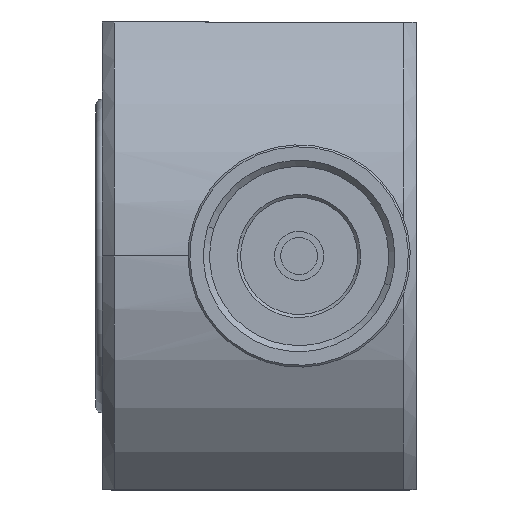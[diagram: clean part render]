
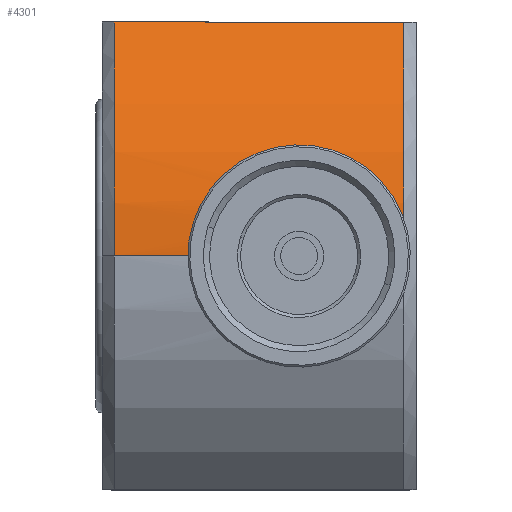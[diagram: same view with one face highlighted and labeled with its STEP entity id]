
A CAD part, left-side view. The second image highlights one B-rep face of the part: STEP entity #4301.
In plain terms, the highlighted cylindrical face has radius 50 mm (diameter 100 mm), a partial arc.
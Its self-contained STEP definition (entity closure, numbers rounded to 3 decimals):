
#136 = CARTESIAN_POINT ( 'NONE',  ( -7.258, 27.274, -49.471 ) ) ;
#159 = CARTESIAN_POINT ( 'NONE',  ( -11., 19.729, -48.775 ) ) ;
#248 = EDGE_CURVE ( 'NONE', #4078, #6590, #2015, .T. ) ;
#555 = LINE ( 'NONE', #5574, #3853 ) ;
#611 = DIRECTION ( 'NONE',  ( 0., -1., 0. ) ) ;
#660 = CIRCLE ( 'NONE', #3238, 50. ) ;
#682 = CARTESIAN_POINT ( 'NONE',  ( -8.028, 26.529, -49.352 ) ) ;
#861 = ORIENTED_EDGE ( 'NONE', *, *, #5404, .T. ) ;
#947 = ORIENTED_EDGE ( 'NONE', *, *, #2400, .T. ) ;
#1124 = ORIENTED_EDGE ( 'NONE', *, *, #4676, .T. ) ;
#1130 = DIRECTION ( 'NONE',  ( 0., 0., 1. ) ) ;
#1146 = DIRECTION ( 'NONE',  ( 0., 1., 0. ) ) ;
#1147 = CARTESIAN_POINT ( 'NONE',  ( 0., 2., 0. ) ) ;
#1222 = CARTESIAN_POINT ( 'NONE',  ( -1.441, 29.929, -49.984 ) ) ;
#1247 = CARTESIAN_POINT ( 'NONE',  ( -8.723, 25.711, -49.234 ) ) ;
#1292 = AXIS2_PLACEMENT_3D ( 'NONE', #3667, #3973, #3509 ) ;
#1435 = VERTEX_POINT ( 'NONE', #4719 ) ;
#1531 = ORIENTED_EDGE ( 'NONE', *, *, #1707, .T. ) ;
#1562 = ORIENTED_EDGE ( 'NONE', *, *, #6640, .T. ) ;
#1707 = EDGE_CURVE ( 'NONE', #6590, #4349, #555, .T. ) ;
#1747 = CARTESIAN_POINT ( 'NONE',  ( -2.849, 29.631, -49.92 ) ) ;
#1768 = CARTESIAN_POINT ( 'NONE',  ( -9.543, 24.519, -49.083 ) ) ;
#1928 = DIRECTION ( 'NONE',  ( 0., -1., 0. ) ) ;
#2015 = CIRCLE ( 'NONE', #1292, 50. ) ;
#2038 = VERTEX_POINT ( 'NONE', #2530 ) ;
#2086 = VECTOR ( 'NONE', #5339, 1000. ) ;
#2152 = ORIENTED_EDGE ( 'NONE', *, *, #248, .T. ) ;
#2272 = CARTESIAN_POINT ( 'NONE',  ( -3.885, 29.297, -49.85 ) ) ;
#2295 = EDGE_LOOP ( 'NONE', ( #2152, #1531, #1562, #1124, #947, #861, #4811 ) ) ;
#2296 = CARTESIAN_POINT ( 'NONE',  ( -10.293, 22.896, -48.929 ) ) ;
#2326 = VERTEX_POINT ( 'NONE', #3959 ) ;
#2400 = EDGE_CURVE ( 'NONE', #2038, #4329, #5466, .T. ) ;
#2476 = B_SPLINE_CURVE_WITH_KNOTS ( 'NONE', 3,
 ( #3691, #3682, #3674, #3662, #3644, #3642, #3634, #3631, #3623, #3622, #3616, #3614, #3600, #3596, #3586, #3585, #3567, #3566, #3558, #3556, #3546, #3539, #3529, #3523, #3516, #3507 ),
 .UNSPECIFIED., .F., .F.,
 ( 4, 2, 2, 2, 2, 2, 2, 2, 2, 2, 2, 2, 4 ),
 ( 0., 0.002, 0.003, 0.004, 0.006, 0.008, 0.009, 0.011, 0.012, 0.013, 0.014, 0.015, 0.017 ),
 .UNSPECIFIED. ) ;
#2530 = CARTESIAN_POINT ( 'NONE',  ( 0., 8., -50. ) ) ;
#2751 = LINE ( 'NONE', #5326, #2086 ) ;
#2787 = CARTESIAN_POINT ( 'NONE',  ( 0., 30., -50. ) ) ;
#2812 = CARTESIAN_POINT ( 'NONE',  ( -5.512, 28.547, -49.699 ) ) ;
#2842 = CARTESIAN_POINT ( 'NONE',  ( -10.626, 21.866, -48.858 ) ) ;
#2856 = AXIS2_PLACEMENT_3D ( 'NONE', #4809, #4827, #4843 ) ;
#3238 = AXIS2_PLACEMENT_3D ( 'NONE', #1147, #1146, #1130 ) ;
#3342 = CARTESIAN_POINT ( 'NONE',  ( -0.726, 30., -50. ) ) ;
#3363 = CARTESIAN_POINT ( 'NONE',  ( -6.702, 27.73, -49.55 ) ) ;
#3379 = CARTESIAN_POINT ( 'NONE',  ( 0., 51., -50. ) ) ;
#3392 = CARTESIAN_POINT ( 'NONE',  ( -10.928, 20.448, -48.791 ) ) ;
#3507 = CARTESIAN_POINT ( 'NONE',  ( 0., 8., -50. ) ) ;
#3509 = DIRECTION ( 'NONE',  ( 0., 0., 1. ) ) ;
#3516 = CARTESIAN_POINT ( 'NONE',  ( -0.72, 8., -50. ) ) ;
#3523 = CARTESIAN_POINT ( 'NONE',  ( -1.436, 8.07, -49.984 ) ) ;
#3529 = CARTESIAN_POINT ( 'NONE',  ( -2.502, 8.282, -49.939 ) ) ;
#3539 = CARTESIAN_POINT ( 'NONE',  ( -2.856, 8.371, -49.92 ) ) ;
#3546 = CARTESIAN_POINT ( 'NONE',  ( -3.546, 8.581, -49.875 ) ) ;
#3556 = CARTESIAN_POINT ( 'NONE',  ( -3.884, 8.702, -49.85 ) ) ;
#3558 = CARTESIAN_POINT ( 'NONE',  ( -4.546, 8.977, -49.794 ) ) ;
#3566 = CARTESIAN_POINT ( 'NONE',  ( -4.87, 9.13, -49.763 ) ) ;
#3567 = CARTESIAN_POINT ( 'NONE',  ( -5.503, 9.469, -49.697 ) ) ;
#3585 = CARTESIAN_POINT ( 'NONE',  ( -5.814, 9.655, -49.662 ) ) ;
#3586 = CARTESIAN_POINT ( 'NONE',  ( -6.716, 10.258, -49.551 ) ) ;
#3596 = CARTESIAN_POINT ( 'NONE',  ( -7.269, 10.713, -49.471 ) ) ;
#3600 = CARTESIAN_POINT ( 'NONE',  ( -8.028, 11.471, -49.352 ) ) ;
#3614 = CARTESIAN_POINT ( 'NONE',  ( -8.269, 11.737, -49.312 ) ) ;
#3616 = CARTESIAN_POINT ( 'NONE',  ( -8.728, 12.295, -49.233 ) ) ;
#3622 = CARTESIAN_POINT ( 'NONE',  ( -8.944, 12.586, -49.194 ) ) ;
#3623 = CARTESIAN_POINT ( 'NONE',  ( -9.543, 13.482, -49.083 ) ) ;
#3631 = CARTESIAN_POINT ( 'NONE',  ( -9.881, 14.113, -49.015 ) ) ;
#3634 = CARTESIAN_POINT ( 'NONE',  ( -10.296, 15.112, -48.929 ) ) ;
#3642 = CARTESIAN_POINT ( 'NONE',  ( -10.419, 15.455, -48.902 ) ) ;
#3644 = CARTESIAN_POINT ( 'NONE',  ( -10.63, 16.148, -48.857 ) ) ;
#3662 = CARTESIAN_POINT ( 'NONE',  ( -10.717, 16.497, -48.838 ) ) ;
#3667 = CARTESIAN_POINT ( 'NONE',  ( 0., 49., 0. ) ) ;
#3674 = CARTESIAN_POINT ( 'NONE',  ( -10.928, 17.554, -48.791 ) ) ;
#3682 = CARTESIAN_POINT ( 'NONE',  ( -11., 18.271, -48.775 ) ) ;
#3691 = CARTESIAN_POINT ( 'NONE',  ( -11., 19., -48.775 ) ) ;
#3828 = CARTESIAN_POINT ( 'NONE',  ( 0., 49., -50. ) ) ;
#3853 = VECTOR ( 'NONE', #1928, 1000. ) ;
#3909 = CARTESIAN_POINT ( 'NONE',  ( -7.523, 27.033, -49.432 ) ) ;
#3926 = CARTESIAN_POINT ( 'NONE',  ( -11., 19., -48.775 ) ) ;
#3959 = CARTESIAN_POINT ( 'NONE',  ( -11., 19., -48.775 ) ) ;
#3973 = DIRECTION ( 'NONE',  ( 0., -1., 0. ) ) ;
#4017 = B_SPLINE_CURVE_WITH_KNOTS ( 'NONE', 3,
 ( #2787, #3342, #1222, #4955, #1747, #5473, #2272, #5986, #2812, #6508, #3363, #136, #3909, #682, #4451, #1247, #4974, #1768, #5500, #2296, #6008, #2842, #6524, #3392, #159, #3926 ),
 .UNSPECIFIED., .F., .F.,
 ( 4, 2, 2, 2, 2, 2, 2, 2, 2, 2, 2, 2, 4 ),
 ( 0.052, 0.054, 0.055, 0.056, 0.058, 0.059, 0.06, 0.061, 0.063, 0.065, 0.066, 0.067, 0.069 ),
 .UNSPECIFIED. ) ;
#4078 = VERTEX_POINT ( 'NONE', #5425 ) ;
#4100 = EDGE_CURVE ( 'NONE', #4078, #1435, #2751, .T. ) ;
#4301 = ADVANCED_FACE ( 'NONE', ( #6399 ), #6317, .T. ) ;
#4329 = VERTEX_POINT ( 'NONE', #4786 ) ;
#4349 = VERTEX_POINT ( 'NONE', #4667 ) ;
#4451 = CARTESIAN_POINT ( 'NONE',  ( -8.268, 26.264, -49.312 ) ) ;
#4667 = CARTESIAN_POINT ( 'NONE',  ( 0., 30., -50. ) ) ;
#4676 = EDGE_CURVE ( 'NONE', #2326, #2038, #2476, .T. ) ;
#4719 = CARTESIAN_POINT ( 'NONE',  ( -38., 2., -32.496 ) ) ;
#4786 = CARTESIAN_POINT ( 'NONE',  ( 0., 2., -50. ) ) ;
#4809 = CARTESIAN_POINT ( 'NONE',  ( 0., 51., 0. ) ) ;
#4811 = ORIENTED_EDGE ( 'NONE', *, *, #4100, .F. ) ;
#4827 = DIRECTION ( 'NONE',  ( 0., -1., 0. ) ) ;
#4843 = DIRECTION ( 'NONE',  ( 0., 0., -1. ) ) ;
#4955 = CARTESIAN_POINT ( 'NONE',  ( -2.499, 29.718, -49.939 ) ) ;
#4974 = CARTESIAN_POINT ( 'NONE',  ( -8.939, 25.421, -49.195 ) ) ;
#5326 = CARTESIAN_POINT ( 'NONE',  ( -38., 51., -32.496 ) ) ;
#5339 = DIRECTION ( 'NONE',  ( 0., -1., 0. ) ) ;
#5383 = VECTOR ( 'NONE', #611, 1000. ) ;
#5404 = EDGE_CURVE ( 'NONE', #4329, #1435, #660, .T. ) ;
#5425 = CARTESIAN_POINT ( 'NONE',  ( -38., 49., -32.496 ) ) ;
#5466 = LINE ( 'NONE', #3379, #5383 ) ;
#5473 = CARTESIAN_POINT ( 'NONE',  ( -3.544, 29.42, -49.875 ) ) ;
#5500 = CARTESIAN_POINT ( 'NONE',  ( -9.88, 23.888, -49.015 ) ) ;
#5574 = CARTESIAN_POINT ( 'NONE',  ( 0., 51., -50. ) ) ;
#5986 = CARTESIAN_POINT ( 'NONE',  ( -4.88, 28.884, -49.766 ) ) ;
#6008 = CARTESIAN_POINT ( 'NONE',  ( -10.415, 22.557, -48.903 ) ) ;
#6317 = CYLINDRICAL_SURFACE ( 'NONE', #2856, 50. ) ;
#6399 = FACE_OUTER_BOUND ( 'NONE', #2295, .T. ) ;
#6508 = CARTESIAN_POINT ( 'NONE',  ( -6.41, 27.947, -49.588 ) ) ;
#6524 = CARTESIAN_POINT ( 'NONE',  ( -10.716, 21.512, -48.838 ) ) ;
#6590 = VERTEX_POINT ( 'NONE', #3828 ) ;
#6640 = EDGE_CURVE ( 'NONE', #4349, #2326, #4017, .T. ) ;
